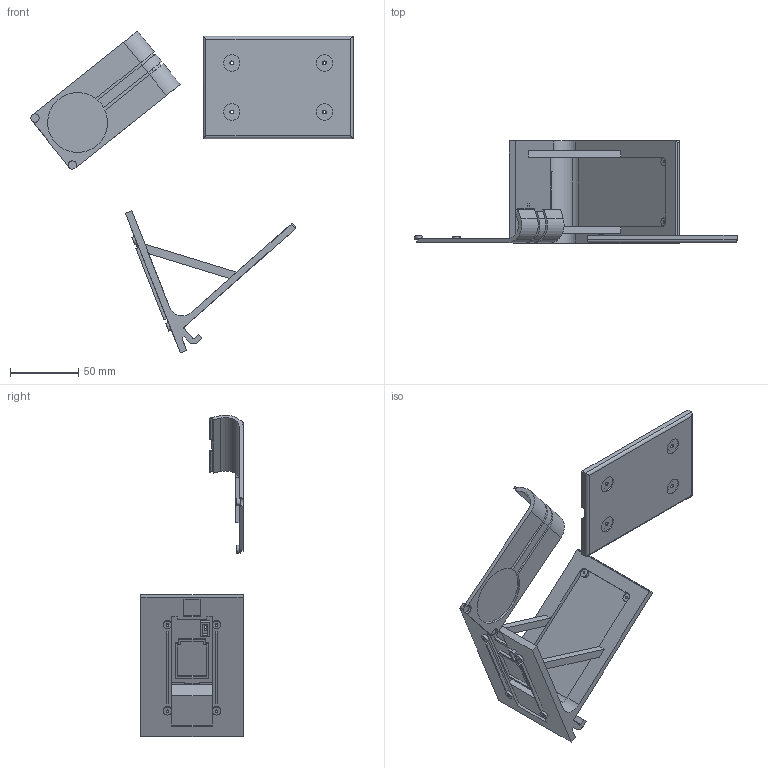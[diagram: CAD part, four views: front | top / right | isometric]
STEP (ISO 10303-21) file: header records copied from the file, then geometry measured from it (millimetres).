
FILE_DESCRIPTION (( 'STEP AP203' ), '1' );
FILE_NAME ('蚾饜极湖荂.STEP', '2024-05-11T05:47:09', ( '' ), ( '' ), 'SwSTEP 2.0', 'SolidWorks 2022', '' );
FILE_SCHEMA (( 'CONFIG_CONTROL_DESIGN' ));
Length unit declared in the file: millimetre
Products named in the file (4): 装配体打印; IP支架; 底板; 支架零件
Assembly tree (3 placements, depth 2):
  装配体打印
    底板
    IP支架
    支架零件
Bounding box: 236.41 x 75 x 236.1 mm (x, y, z)
Volume: 97717.4 mm3; surface area: 76046.2 mm2
Topology: 3 solids, 3 shells, 702 faces, 1868 edges, 1224 vertices
Faces by surface type: plane 380, bspline 180, cylinder 124, torus 10, cone 8
Entity records: 30074 total; most frequent: CARTESIAN_POINT 13304, ORIENTED_EDGE 3736, DIRECTION 2750, EDGE_CURVE 1868, VECTOR 1258, LINE 1258, VERTEX_POINT 1224, EDGE_LOOP 770
